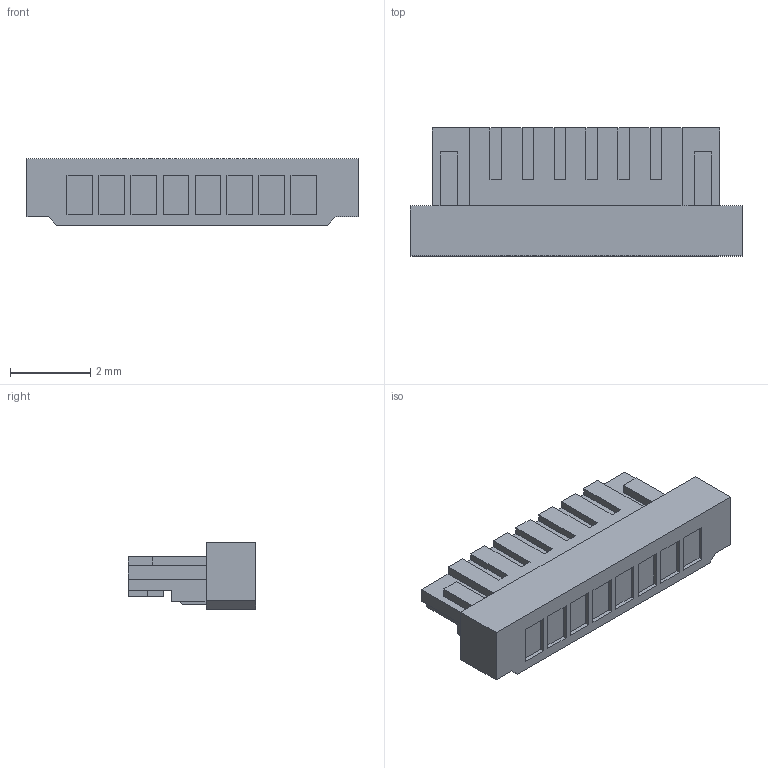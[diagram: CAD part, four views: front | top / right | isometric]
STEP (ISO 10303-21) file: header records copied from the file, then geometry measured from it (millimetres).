
FILE_DESCRIPTION(('CoCreate Modeling STEP Export'),'2;1');
FILE_NAME('DF52-8P-0.8C.stp','2014-11-27T18:06:14',(''),(''),'CoCreate Modeling STEP processor for AP214 (Solid Model)','CoCreate Modeling 17.0 01-Apr-2010 (C) Parametric Technology GmbH','');
FILE_SCHEMA(('AUTOMOTIVE_DESIGN { 1 0 10303 214 1 1 1 1 }'));
Length unit declared in the file: millimetre
Products named in the file (1): DF52-8P-0.8C
Bounding box: 8.3 x 3.2 x 1.65 mm (x, y, z)
Volume: 28.3 mm3; surface area: 96.9 mm2
Topology: 1 solids, 1 shells, 216 faces, 618 edges, 412 vertices
Faces by surface type: plane 216
Entity records: 6851 total; most frequent: ORIENTED_EDGE 1236, CARTESIAN_POINT 1232, DIRECTION 1024, EDGE_CURVE 618, VECTOR 616, LINE 616, VERTEX_POINT 412, EDGE_LOOP 224
